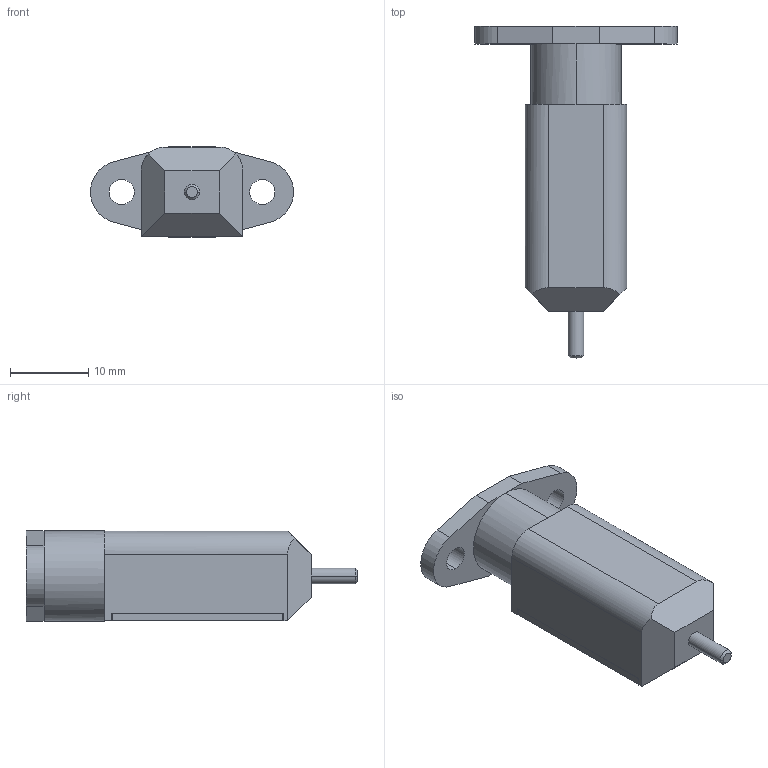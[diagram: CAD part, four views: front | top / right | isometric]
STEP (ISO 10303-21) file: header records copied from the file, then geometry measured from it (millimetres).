
FILE_DESCRIPTION (( 'STEP AP214' ), '1' );
FILE_NAME ('BLTouch.STEP', '2017-01-19T11:34:14', ( '' ), ( '' ), 'SwSTEP 2.0', 'SolidWorks 2016', '' );
FILE_SCHEMA (( 'AUTOMOTIVE_DESIGN' ));
Length unit declared in the file: millimetre
Products named in the file (2): BLTouch
Bounding box: 25.97 x 42.5 x 11.53 mm (x, y, z)
Volume: 5003.5 mm3; surface area: 2250 mm2
Topology: 1 solids, 1 shells, 72 faces, 178 edges, 114 vertices
Faces by surface type: plane 48, cylinder 20, torus 2, cone 2
Entity records: 2967 total; most frequent: CARTESIAN_POINT 378, DIRECTION 370, ORIENTED_EDGE 356, EDGE_CURVE 178, VECTOR 126, LINE 126, AXIS2_PLACEMENT_3D 122, VERTEX_POINT 114
